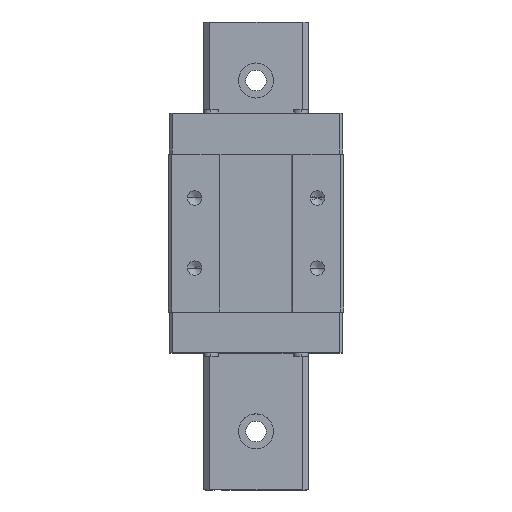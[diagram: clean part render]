
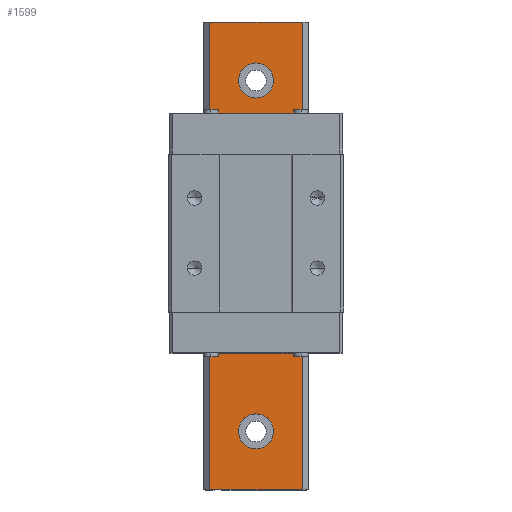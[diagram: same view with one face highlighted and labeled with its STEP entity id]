
A CAD part, top view. The second image highlights one B-rep face of the part: STEP entity #1599.
In plain terms, the highlighted planar face has unit normal (0, 0, 1).
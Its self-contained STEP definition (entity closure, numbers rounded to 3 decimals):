
#61 = DIRECTION ( 'NONE',  ( 0., 1., 0. ) ) ;
#167 = VECTOR ( 'NONE', #1999, 1000. ) ;
#280 = DIRECTION ( 'NONE',  ( -1., 0., 0. ) ) ;
#286 = CIRCLE ( 'NONE', #2657, 3. ) ;
#328 = DIRECTION ( 'NONE',  ( 0., 0., 1. ) ) ;
#375 = CARTESIAN_POINT ( 'NONE',  ( 7.9, 40., 3.75 ) ) ;
#430 = DIRECTION ( 'NONE',  ( 0., 0., 1. ) ) ;
#511 = DIRECTION ( 'NONE',  ( 0., 1., 0. ) ) ;
#652 = ORIENTED_EDGE ( 'NONE', *, *, #3788, .F. ) ;
#731 = DIRECTION ( 'NONE',  ( 0., 0., 1. ) ) ;
#752 = DIRECTION ( 'NONE',  ( 0., 1., 0. ) ) ;
#819 = EDGE_CURVE ( 'NONE', #3262, #6358, #1636, .T. ) ;
#970 = CARTESIAN_POINT ( 'NONE',  ( 0., 40., 3.75 ) ) ;
#979 = DIRECTION ( 'NONE',  ( 0., 1., 0. ) ) ;
#1006 = CARTESIAN_POINT ( 'NONE',  ( 0., 27., 3.75 ) ) ;
#1023 = CARTESIAN_POINT ( 'NONE',  ( 0., 30., 3.75 ) ) ;
#1066 = CARTESIAN_POINT ( 'NONE',  ( 0., -3., 3.75 ) ) ;
#1118 = CARTESIAN_POINT ( 'NONE',  ( 0., -27., 3.75 ) ) ;
#1129 = CARTESIAN_POINT ( 'NONE',  ( -7.9, -40., 3.75 ) ) ;
#1200 = DIRECTION ( 'NONE',  ( 0., 0., -1. ) ) ;
#1364 = VERTEX_POINT ( 'NONE', #1006 ) ;
#1392 = CIRCLE ( 'NONE', #2974, 3. ) ;
#1427 = DIRECTION ( 'NONE',  ( 0., 0., -1. ) ) ;
#1429 = AXIS2_PLACEMENT_3D ( 'NONE', #2279, #1644, #979 ) ;
#1435 = EDGE_LOOP ( 'NONE', ( #2722, #5272 ) ) ;
#1538 = EDGE_CURVE ( 'NONE', #2906, #1540, #286, .T. ) ;
#1540 = VERTEX_POINT ( 'NONE', #5836 ) ;
#1599 = ADVANCED_FACE ( 'NONE', ( #4466, #4788, #5125, #5284 ), #1766, .T. ) ;
#1636 = LINE ( 'NONE', #970, #5283 ) ;
#1644 = DIRECTION ( 'NONE',  ( 0., 0., -1. ) ) ;
#1766 = PLANE ( 'NONE',  #5616 ) ;
#1842 = CARTESIAN_POINT ( 'NONE',  ( 0., 0., 3.75 ) ) ;
#1990 = EDGE_CURVE ( 'NONE', #6358, #3566, #5991, .T. ) ;
#1999 = DIRECTION ( 'NONE',  ( 0., 1., 0. ) ) ;
#2064 = CARTESIAN_POINT ( 'NONE',  ( 0., 30., 3.75 ) ) ;
#2082 = CARTESIAN_POINT ( 'NONE',  ( 0., -30., 3.75 ) ) ;
#2140 = CARTESIAN_POINT ( 'NONE',  ( 0., 33., 3.75 ) ) ;
#2213 = ORIENTED_EDGE ( 'NONE', *, *, #819, .T. ) ;
#2267 = CARTESIAN_POINT ( 'NONE',  ( -7.9, 40., 3.75 ) ) ;
#2279 = CARTESIAN_POINT ( 'NONE',  ( 0., 0., 3.75 ) ) ;
#2283 = EDGE_LOOP ( 'NONE', ( #2213, #3650, #4904, #5376 ) ) ;
#2353 = CIRCLE ( 'NONE', #1429, 3. ) ;
#2653 = CARTESIAN_POINT ( 'NONE',  ( 7.9, 0., 3.75 ) ) ;
#2657 = AXIS2_PLACEMENT_3D ( 'NONE', #2082, #1427, #752 ) ;
#2722 = ORIENTED_EDGE ( 'NONE', *, *, #1538, .T. ) ;
#2906 = VERTEX_POINT ( 'NONE', #1118 ) ;
#2974 = AXIS2_PLACEMENT_3D ( 'NONE', #2064, #731, #61 ) ;
#2985 = AXIS2_PLACEMENT_3D ( 'NONE', #4575, #3929, #3272 ) ;
#3215 = CARTESIAN_POINT ( 'NONE',  ( 7.9, -40., 3.75 ) ) ;
#3234 = DIRECTION ( 'NONE',  ( 1., 0., 0. ) ) ;
#3262 = VERTEX_POINT ( 'NONE', #375 ) ;
#3272 = DIRECTION ( 'NONE',  ( 0., 1., 0. ) ) ;
#3313 = LINE ( 'NONE', #2653, #167 ) ;
#3478 = EDGE_CURVE ( 'NONE', #5652, #5670, #2353, .T. ) ;
#3494 = VERTEX_POINT ( 'NONE', #2140 ) ;
#3554 = EDGE_CURVE ( 'NONE', #3494, #1364, #5304, .T. ) ;
#3566 = VERTEX_POINT ( 'NONE', #4782 ) ;
#3650 = ORIENTED_EDGE ( 'NONE', *, *, #1990, .T. ) ;
#3788 = EDGE_CURVE ( 'NONE', #1364, #3494, #1392, .T. ) ;
#3884 = CARTESIAN_POINT ( 'NONE',  ( 0., -40., 3.75 ) ) ;
#3929 = DIRECTION ( 'NONE',  ( 0., 0., -1. ) ) ;
#4173 = CARTESIAN_POINT ( 'NONE',  ( 0., 3., 3.75 ) ) ;
#4374 = VECTOR ( 'NONE', #4682, 1000. ) ;
#4466 = FACE_BOUND ( 'NONE', #4676, .T. ) ;
#4538 = LINE ( 'NONE', #3884, #5878 ) ;
#4575 = CARTESIAN_POINT ( 'NONE',  ( 0., -30., 3.75 ) ) ;
#4676 = EDGE_LOOP ( 'NONE', ( #6018, #652 ) ) ;
#4682 = DIRECTION ( 'NONE',  ( 0., -1., 0. ) ) ;
#4782 = CARTESIAN_POINT ( 'NONE',  ( -7.9, -40., 3.75 ) ) ;
#4788 = FACE_BOUND ( 'NONE', #5933, .T. ) ;
#4871 = CIRCLE ( 'NONE', #2985, 3. ) ;
#4904 = ORIENTED_EDGE ( 'NONE', *, *, #5177, .T. ) ;
#4950 = EDGE_CURVE ( 'NONE', #5670, #5652, #5844, .T. ) ;
#5008 = ORIENTED_EDGE ( 'NONE', *, *, #3478, .T. ) ;
#5125 = FACE_BOUND ( 'NONE', #1435, .T. ) ;
#5177 = EDGE_CURVE ( 'NONE', #3566, #6217, #4538, .T. ) ;
#5272 = ORIENTED_EDGE ( 'NONE', *, *, #5292, .T. ) ;
#5283 = VECTOR ( 'NONE', #280, 1000. ) ;
#5284 = FACE_OUTER_BOUND ( 'NONE', #2283, .T. ) ;
#5292 = EDGE_CURVE ( 'NONE', #1540, #2906, #4871, .T. ) ;
#5304 = CIRCLE ( 'NONE', #5701, 3. ) ;
#5338 = CARTESIAN_POINT ( 'NONE',  ( -7.9, 0., 3.75 ) ) ;
#5366 = EDGE_CURVE ( 'NONE', #6217, #3262, #3313, .T. ) ;
#5376 = ORIENTED_EDGE ( 'NONE', *, *, #5366, .T. ) ;
#5616 = AXIS2_PLACEMENT_3D ( 'NONE', #1129, #430, #6175 ) ;
#5652 = VERTEX_POINT ( 'NONE', #1066 ) ;
#5670 = VERTEX_POINT ( 'NONE', #4173 ) ;
#5701 = AXIS2_PLACEMENT_3D ( 'NONE', #1023, #328, #6088 ) ;
#5831 = AXIS2_PLACEMENT_3D ( 'NONE', #1842, #1200, #511 ) ;
#5836 = CARTESIAN_POINT ( 'NONE',  ( 0., -33., 3.75 ) ) ;
#5844 = CIRCLE ( 'NONE', #5831, 3. ) ;
#5878 = VECTOR ( 'NONE', #3234, 1000. ) ;
#5933 = EDGE_LOOP ( 'NONE', ( #6043, #5008 ) ) ;
#5991 = LINE ( 'NONE', #5338, #4374 ) ;
#6018 = ORIENTED_EDGE ( 'NONE', *, *, #3554, .F. ) ;
#6043 = ORIENTED_EDGE ( 'NONE', *, *, #4950, .T. ) ;
#6088 = DIRECTION ( 'NONE',  ( 0., 1., 0. ) ) ;
#6175 = DIRECTION ( 'NONE',  ( 1., 0., 0. ) ) ;
#6217 = VERTEX_POINT ( 'NONE', #3215 ) ;
#6358 = VERTEX_POINT ( 'NONE', #2267 ) ;
